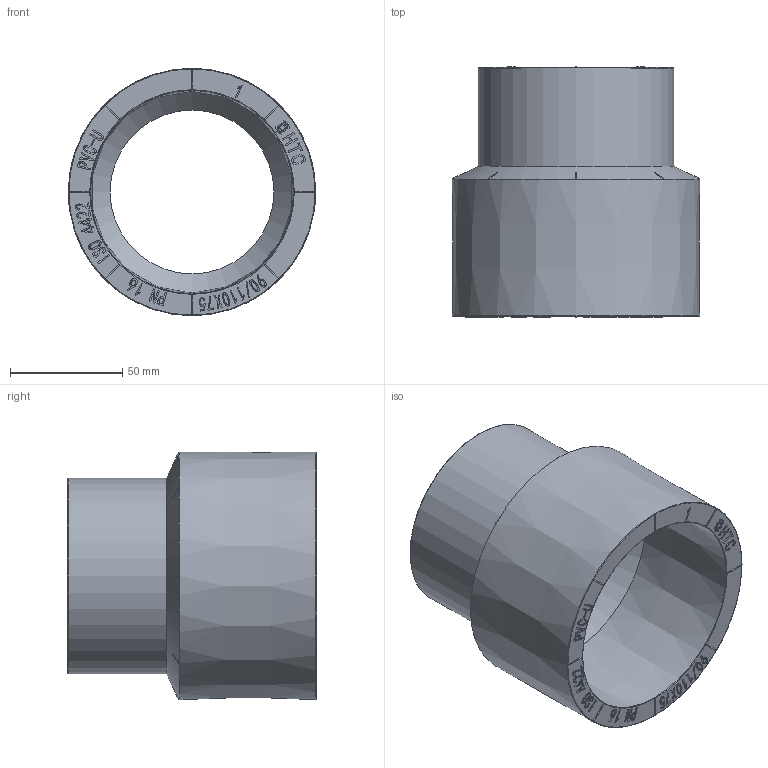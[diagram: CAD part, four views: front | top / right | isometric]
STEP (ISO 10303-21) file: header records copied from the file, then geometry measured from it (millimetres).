
FILE_DESCRIPTION(/* description */ (''),/* implementation_level */ '2;1');
FILE_NAME(/* name */ 'Z1Q090075.stp',/* time_stamp */ '2024-10-12T14:43:50+08:00',/* author */ (''),/* organization */ (''),/* preprocessor_version */ 'ST-DEVELOPER v16',/* originating_system */ 'SIEMENS PLM Software NX 10.0',/* authorisation */ '');
FILE_SCHEMA (('AUTOMOTIVE_DESIGN { 1 0 10303 214 3 1 1 1 }'));
Length unit declared in the file: millimetre
Products named in the file (1): gelv159C996B7vm8
Bounding box: 110.15 x 111.2 x 110.15 mm (x, y, z)
Volume: 290642.8 mm3; surface area: 71471.9 mm2
Topology: 1 solids, 1 shells, 1366 faces, 3949 edges, 2563 vertices
Faces by surface type: plane 1219, sphere 64, bspline 32, cylinder 24, cone 13, extrusion 10, torus 4
Full cylindrical faces by diameter (mm): 2.4 x1, 3.6 x1, 72.9 x1, 87 x1
Entity records: 49768 total; most frequent: CARTESIAN_POINT 19056, ORIENTED_EDGE 7734, DIRECTION 4318, EDGE_CURVE 3867, VERTEX_POINT 2557, B_SPLINE_CURVE_WITH_KNOTS 2442, AXIS2_PLACEMENT_3D 1547, EDGE_LOOP 1422
